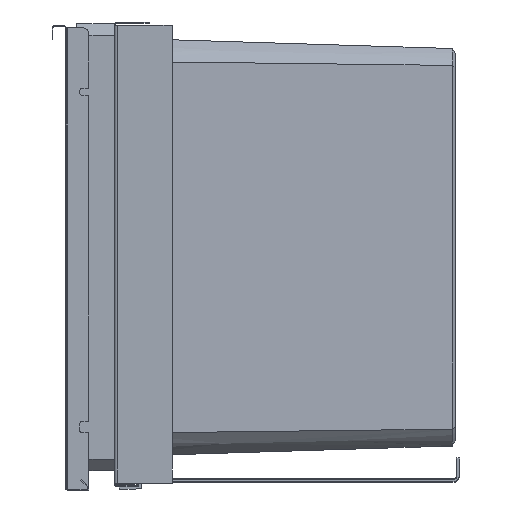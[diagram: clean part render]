
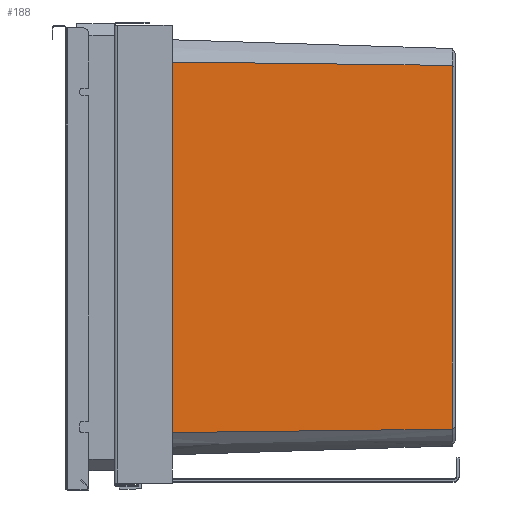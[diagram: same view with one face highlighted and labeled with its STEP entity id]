
A CAD part, left-side view. The second image highlights one B-rep face of the part: STEP entity #188.
In plain terms, the highlighted planar face has unit normal (-1, -0.031, 0).
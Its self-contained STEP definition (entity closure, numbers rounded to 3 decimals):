
#188=ADVANCED_FACE('7144',(#857),#858,.T.);
#857=FACE_OUTER_BOUND('',#2245,.T.);
#858=PLANE('',#2246);
#2245=EDGE_LOOP('',(#4152,#4153,#4154,#4155));
#2246=AXIS2_PLACEMENT_3D('',#4156,#4157,#4158);
#4152=ORIENTED_EDGE('',*,*,#8756,.T.);
#4153=ORIENTED_EDGE('',*,*,#8757,.F.);
#4154=ORIENTED_EDGE('',*,*,#8758,.F.);
#4155=ORIENTED_EDGE('',*,*,#8741,.F.);
#4156=CARTESIAN_POINT('',(-193.299,-130.469,-193.5));
#4157=DIRECTION('',(-1.,-0.031,0.0));
#4158=DIRECTION('',(0.031,-1.,0.0));
#8741=EDGE_CURVE('50660',#10333,#10335,#10336,.T.);
#8756=EDGE_CURVE('50688',#10333,#10354,#10356,.T.);
#8757=EDGE_CURVE('7267',#10173,#10354,#10357,.T.);
#8758=EDGE_CURVE('50689',#10335,#10173,#10358,.T.);
#10173=VERTEX_POINT('',#12628);
#10333=VERTEX_POINT('',#13051);
#10335=VERTEX_POINT('',#13063);
#10336=LINE('',#13064,#13065);
#10354=VERTEX_POINT('',#13127);
#10356=B_SPLINE_CURVE_WITH_KNOTS('',3,(#13129,#13130,#13131,#13132,#13133,#13134),.UNSPECIFIED.,.F.,.F.,(4,1,1,4),(0.0,0.333,0.667,1.),.UNSPECIFIED.);
#10357=LINE('',#13135,#13136);
#10358=B_SPLINE_CURVE_WITH_KNOTS('',3,(#13137,#13138,#13139,#13140,#13141,#13142),.UNSPECIFIED.,.F.,.F.,(4,1,1,4),(0.0,0.333,0.667,1.0),.UNSPECIFIED.);
#12628=CARTESIAN_POINT('',(-188.316,-290.329,-37.282));
#13051=CARTESIAN_POINT('',(-197.366,0.0,-353.258));
#13063=CARTESIAN_POINT('',(-197.366,0.0,-33.742));
#13064=CARTESIAN_POINT('',(-197.366,0.0,-353.258));
#13065=VECTOR('',#16962,319.516);
#13127=CARTESIAN_POINT('',(-188.316,-290.328,-349.718));
#13129=CARTESIAN_POINT('',(-197.366,0.0,-353.258));
#13130=CARTESIAN_POINT('',(-196.31,-33.871,-352.842));
#13131=CARTESIAN_POINT('',(-194.232,-100.538,-352.025));
#13132=CARTESIAN_POINT('',(-191.212,-197.409,-350.843));
#13133=CARTESIAN_POINT('',(-189.27,-259.723,-350.087));
#13134=CARTESIAN_POINT('',(-188.316,-290.328,-349.718));
#13135=CARTESIAN_POINT('',(-188.316,-290.329,-37.282));
#13136=VECTOR('',#16976,312.435);
#13137=CARTESIAN_POINT('',(-197.366,0.0,-33.742));
#13138=CARTESIAN_POINT('',(-196.31,-33.871,-34.158));
#13139=CARTESIAN_POINT('',(-194.232,-100.538,-34.975));
#13140=CARTESIAN_POINT('',(-191.212,-197.409,-36.157));
#13141=CARTESIAN_POINT('',(-189.27,-259.723,-36.913));
#13142=CARTESIAN_POINT('',(-188.316,-290.329,-37.282));
#16962=DIRECTION('',(0.0,0.0,1.0));
#16976=DIRECTION('',(0.0,0.0,-1.0));
